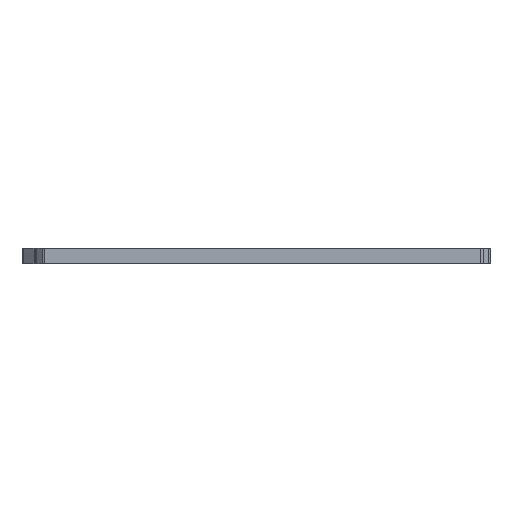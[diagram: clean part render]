
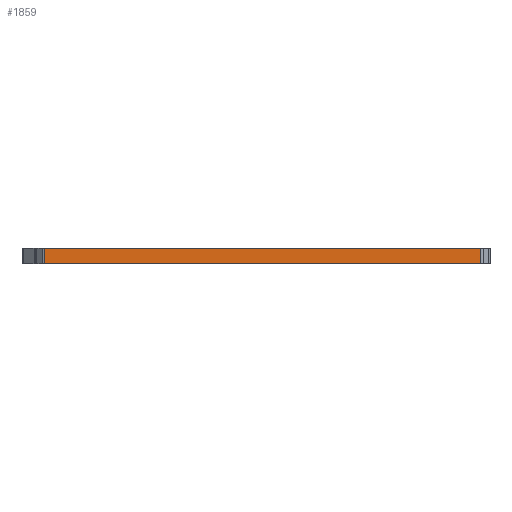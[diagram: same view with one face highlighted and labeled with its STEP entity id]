
A CAD part, left-side view. The second image highlights one B-rep face of the part: STEP entity #1859.
In plain terms, the highlighted planar face has unit normal (-1, 0, 0).
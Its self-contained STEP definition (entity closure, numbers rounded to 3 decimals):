
#78=PLANE('',#2069);
#172=FACE_OUTER_BOUND('',#284,.T.);
#284=EDGE_LOOP('',(#1702,#1703,#1704,#1705));
#315=LINE('',#2739,#485);
#380=LINE('',#2962,#550);
#391=LINE('',#3017,#561);
#401=LINE('',#3035,#571);
#485=VECTOR('',#2151,10.);
#550=VECTOR('',#2348,10.);
#561=VECTOR('',#2401,10.);
#571=VECTOR('',#2427,10.);
#773=VERTEX_POINT('',#2736);
#774=VERTEX_POINT('',#2738);
#865=VERTEX_POINT('',#2959);
#866=VERTEX_POINT('',#2961);
#955=EDGE_CURVE('',#773,#774,#315,.T.);
#1068=EDGE_CURVE('',#866,#865,#380,.T.);
#1097=EDGE_CURVE('',#774,#865,#391,.T.);
#1107=EDGE_CURVE('',#866,#773,#401,.T.);
#1702=ORIENTED_EDGE('',*,*,#1097,.F.);
#1703=ORIENTED_EDGE('',*,*,#955,.F.);
#1704=ORIENTED_EDGE('',*,*,#1107,.F.);
#1705=ORIENTED_EDGE('',*,*,#1068,.T.);
#1859=ADVANCED_FACE('',(#172),#78,.T.);
#2069=AXIS2_PLACEMENT_3D('',#3181,#2628,#2629);
#2151=DIRECTION('',(0.,1.,0.));
#2348=DIRECTION('',(0.,1.,0.));
#2401=DIRECTION('',(0.,0.,1.));
#2427=DIRECTION('',(0.,0.,-1.));
#2628=DIRECTION('center_axis',(-1.,0.,0.));
#2629=DIRECTION('ref_axis',(0.,1.,0.));
#2736=CARTESIAN_POINT('',(-92.5,-86.879,-6.35));
#2738=CARTESIAN_POINT('',(-92.5,86.879,-6.35));
#2739=CARTESIAN_POINT('',(-92.5,0.,-6.35));
#2959=CARTESIAN_POINT('',(-92.5,86.879,0.));
#2961=CARTESIAN_POINT('',(-92.5,-86.879,0.));
#2962=CARTESIAN_POINT('',(-92.5,0.,0.));
#3017=CARTESIAN_POINT('',(-92.5,86.879,0.));
#3035=CARTESIAN_POINT('',(-92.5,-86.879,0.));
#3181=CARTESIAN_POINT('Origin',(-92.5,-87.5,0.));
